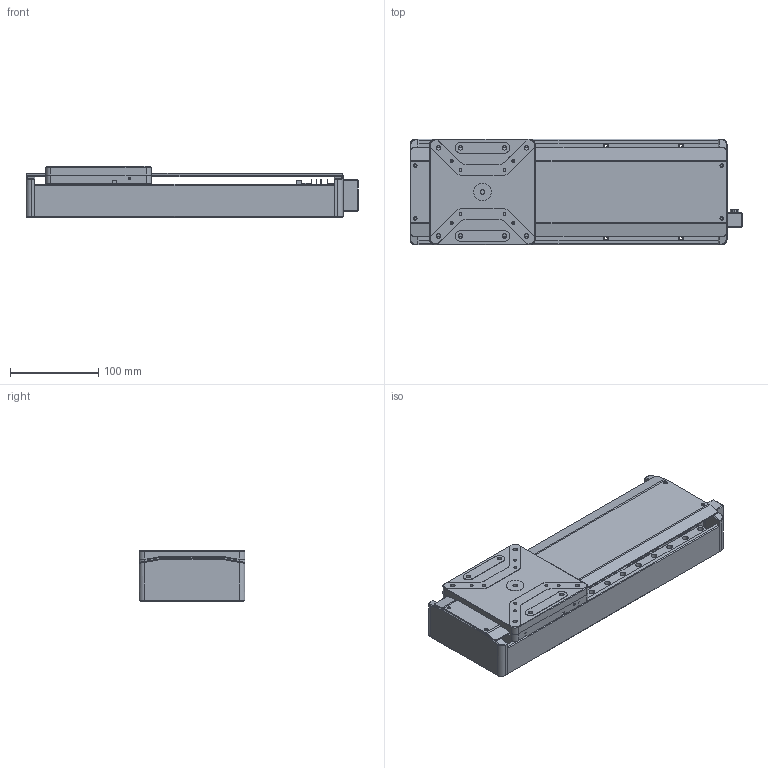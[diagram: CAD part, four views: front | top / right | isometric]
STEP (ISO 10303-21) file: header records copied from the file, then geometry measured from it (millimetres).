
FILE_DESCRIPTION (( 'STEP AP203' ), '1' );
FILE_NAME ('ETSF-200.STEP', '2020-09-10T08:01:37', ( '' ), ( '' ), 'SwSTEP 2.0', 'SolidWorks 2017', '' );
FILE_SCHEMA (( 'CONFIG_CONTROL_DESIGN' ));
Length unit declared in the file: millimetre
Products named in the file (1): ETSF-200
Bounding box: 377 x 120 x 58.5 mm (x, y, z)
Surface area: 208402.2 mm2 (no closed solid volume)
Topology: 0 solids, 88 shells, 514 faces, 1904 edges, 1466 vertices
Faces by surface type: plane 282, cylinder 198, bspline 22, cone 12
Entity records: 21121 total; most frequent: CARTESIAN_POINT 4853, DIRECTION 3435, ORIENTED_EDGE 2770, EDGE_CURVE 1886, VERTEX_POINT 1466, VECTOR 1275, LINE 1275, AXIS2_PLACEMENT_3D 1080
